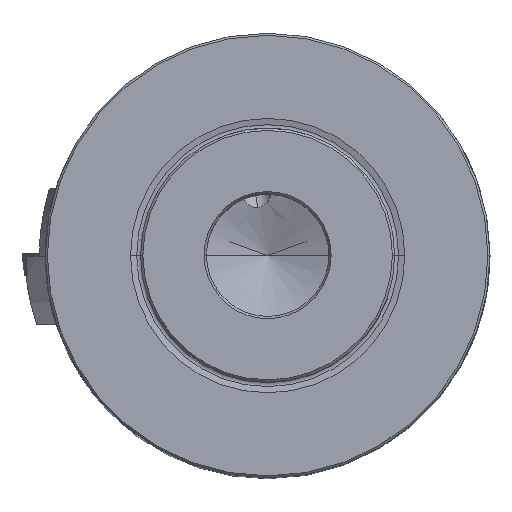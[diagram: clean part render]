
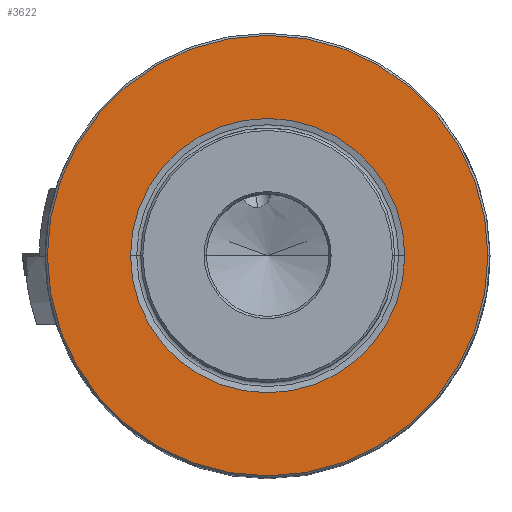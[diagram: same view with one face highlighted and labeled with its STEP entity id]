
A CAD part, top view. The second image highlights one B-rep face of the part: STEP entity #3622.
In plain terms, the highlighted planar face has unit normal (0, 0, 1).
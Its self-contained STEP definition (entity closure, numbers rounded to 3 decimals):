
#3622=ADVANCED_FACE('NONE',(#8499,#8500),#8501,.T.);
#4612=EDGE_CURVE('NONE',#5788,#5404,#9607,.T.);
#5132=EDGE_CURVE('NONE',#6568,#6844,#10176,.T.);
#5404=VERTEX_POINT('NONE',#10470);
#5776=EDGE_CURVE('NONE',#5404,#5788,#10883,.T.);
#5788=VERTEX_POINT('NONE',#10896);
#6328=EDGE_CURVE('NONE',#6844,#6568,#11495,.T.);
#6568=VERTEX_POINT('NONE',#11763);
#6844=VERTEX_POINT('NONE',#12072);
#8499=FACE_OUTER_BOUND('',#15788,.T.);
#8500=FACE_BOUND('',#15789,.T.);
#8501=PLANE('',#15790);
#9607=CIRCLE('',#18690,15.112);
#10176=CIRCLE('',#20201,24.275);
#10470=CARTESIAN_POINT('',(15.112,0.,0.0));
#10883=CIRCLE('',#22083,15.112);
#10896=CARTESIAN_POINT('',(-15.112,0.,0.0));
#11495=CIRCLE('',#23970,24.275);
#11763=CARTESIAN_POINT('',(24.275,0.,0.0));
#12072=CARTESIAN_POINT('',(-24.275,0.,0.0));
#15788=EDGE_LOOP('',(#27446,#27447));
#15789=EDGE_LOOP('',(#27448,#27449));
#15790=AXIS2_PLACEMENT_3D('',#27450,#27451,#27452);
#18690=AXIS2_PLACEMENT_3D('',#28678,#28679,#28680);
#20201=AXIS2_PLACEMENT_3D('',#29204,#29205,#29206);
#22083=AXIS2_PLACEMENT_3D('',#29938,#29939,#29940);
#23970=AXIS2_PLACEMENT_3D('',#30537,#30538,#30539);
#27446=ORIENTED_EDGE('',*,*,#6328,.F.);
#27447=ORIENTED_EDGE('',*,*,#5132,.F.);
#27448=ORIENTED_EDGE('',*,*,#5776,.F.);
#27449=ORIENTED_EDGE('',*,*,#4612,.F.);
#27450=CARTESIAN_POINT('',(-14.0,0.0,0.0));
#27451=DIRECTION('',(-0.0,0.0,1.0));
#27452=DIRECTION('',(0.0,1.0,0.0));
#28678=CARTESIAN_POINT('',(0.0,0.0,0.0));
#28679=DIRECTION('',(0.0,-0.0,1.0));
#28680=DIRECTION('',(0.0,1.0,0.0));
#29204=CARTESIAN_POINT('',(0.0,0.0,0.0));
#29205=DIRECTION('',(0.0,0.0,-1.0));
#29206=DIRECTION('',(0.0,1.0,0.0));
#29938=CARTESIAN_POINT('',(0.0,0.0,0.0));
#29939=DIRECTION('',(0.0,-0.0,1.0));
#29940=DIRECTION('',(0.0,1.0,0.0));
#30537=CARTESIAN_POINT('',(0.0,0.0,0.0));
#30538=DIRECTION('',(0.0,0.0,-1.0));
#30539=DIRECTION('',(0.0,1.0,0.0));
